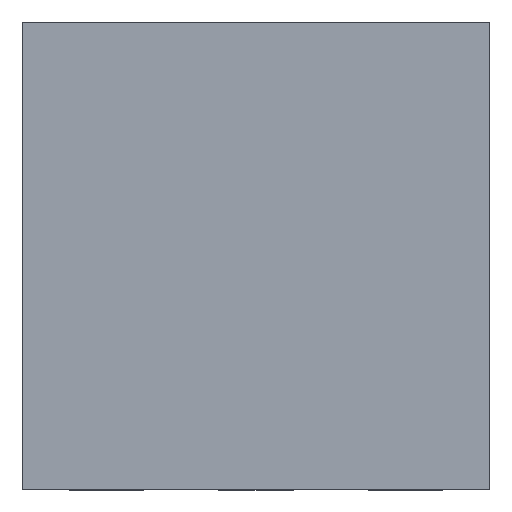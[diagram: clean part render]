
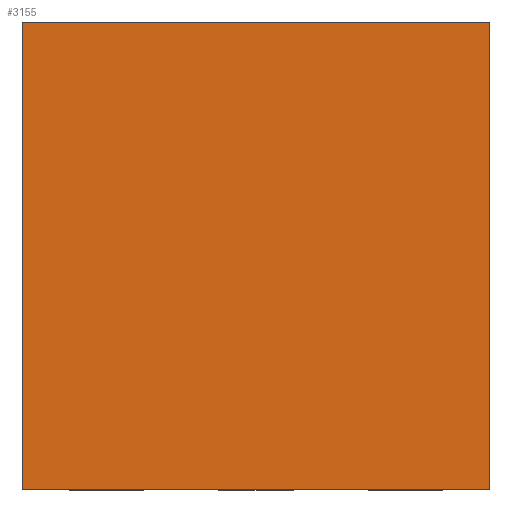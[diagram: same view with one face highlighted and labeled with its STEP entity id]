
A CAD part, top view. The second image highlights one B-rep face of the part: STEP entity #3155.
In plain terms, the highlighted face is planar.
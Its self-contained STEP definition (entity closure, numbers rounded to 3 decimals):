
#2328=DIRECTION('',(1.,0.,0.));
#2329=VECTOR('',#2328,1.25);
#2330=CARTESIAN_POINT('',(-0.625,0.775,0.625));
#2331=LINE('',#2330,#2329);
#2335=DIRECTION('',(0.,0.,1.));
#2336=VECTOR('',#2335,1.25);
#2337=CARTESIAN_POINT('',(-0.625,0.775,-0.625));
#2338=LINE('',#2337,#2336);
#2342=DIRECTION('',(-1.,0.,0.));
#2343=VECTOR('',#2342,1.25);
#2344=CARTESIAN_POINT('',(0.625,0.775,-0.625));
#2345=LINE('',#2344,#2343);
#2349=DIRECTION('',(0.,0.,-1.));
#2350=VECTOR('',#2349,1.25);
#2351=CARTESIAN_POINT('',(0.625,0.775,0.625));
#2352=LINE('',#2351,#2350);
#2531=CARTESIAN_POINT('',(-0.625,0.775,0.625));
#2532=CARTESIAN_POINT('',(0.625,0.775,0.625));
#2533=VERTEX_POINT('',#2531);
#2534=VERTEX_POINT('',#2532);
#2535=CARTESIAN_POINT('',(0.625,0.775,-0.625));
#2536=VERTEX_POINT('',#2535);
#2537=CARTESIAN_POINT('',(-0.625,0.775,-0.625));
#2538=VERTEX_POINT('',#2537);
#3143=CARTESIAN_POINT('',(0.,0.775,0.));
#3144=DIRECTION('',(0.,1.,0.));
#3145=DIRECTION('',(1.,0.,0.));
#3146=AXIS2_PLACEMENT_3D('',#3143,#3144,#3145);
#3147=PLANE('',#3146);
#3149=ORIENTED_EDGE('',*,*,#3148,.F.);
#3150=ORIENTED_EDGE('',*,*,#3084,.F.);
#3151=ORIENTED_EDGE('',*,*,#2815,.F.);
#3152=ORIENTED_EDGE('',*,*,#2994,.F.);
#3153=EDGE_LOOP('',(#3149,#3150,#3151,#3152));
#3154=FACE_OUTER_BOUND('',#3153,.F.);
#2815=EDGE_CURVE('',#2536,#2538,#2345,.T.);
#2994=EDGE_CURVE('',#2534,#2536,#2352,.T.);
#3084=EDGE_CURVE('',#2538,#2533,#2338,.T.);
#3148=EDGE_CURVE('',#2533,#2534,#2331,.T.);
#3155=ADVANCED_FACE('',(#3154),#3147,.T.);
